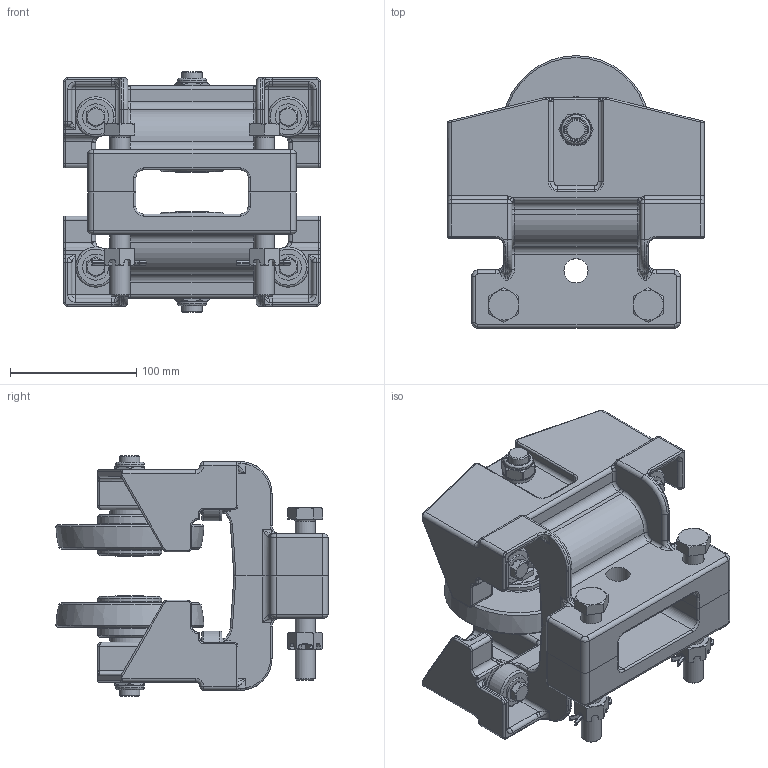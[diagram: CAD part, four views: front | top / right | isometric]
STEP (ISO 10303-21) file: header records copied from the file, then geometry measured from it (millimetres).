
FILE_DESCRIPTION((''),'2;1');
FILE_NAME('10157 MBC-1500-3-333 TROLLEY WO KU.stp','2011-03-30T11:49:40',('jholman'),(''),'Autodesk Inventor 2011','Autodesk Inventor 2011','');
FILE_SCHEMA(('AUTOMOTIVE_DESIGN { 1 0 10303 214 1 1 1 1 }'));
Length unit declared in the file: inch
Products named in the file (20): 10157; 3D11M5B4D; 3D11LYC4C; 3D11T0C4C; 3D11Q0C4C; 3D11W6B4B; 3D11A6B4A; 3D11B4C4B; 3D11D3C4B; 3D1144G4A; 3D1134G4A; 3D11NHB4B; 3D11X6B4A; 3D1153B4A; 3D11L3B4B; Hex Nut - UNC (Regular Thread - Inch) 3/8 - 16; Hex Cap Screw - Inch 5/8-11 UNC - 5; Slotted Hex Nut - Inch 5/8 - 11; Pin - Cotter - Extended Prong Square Cut Type (Inch) ANSI B18.8.1 5/32 x 1 1/4 Extended Prong Square Cut Type
Assembly tree (33 placements, depth 4):
  10157
    3D11M5B4D  x2
    3D11LYC4C  x2
      3D11T0C4C
        3D11Q0C4C
        3D11W6B4B  x2
        3D11A6B4A
      3D11B4C4B
      3D11D3C4B
    3D1144G4A  x2
    3D1134G4A  x2
    3D11NHB4B  x4
      3D11X6B4A
      3D1153B4A
      3D11L3B4B
    Hex Nut - UNC (Regular Thread - Inch) 3/8 - 16  x4
    Hex Cap Screw - Inch 5/8-11 UNC - 5
    Slotted Hex Nut - Inch 5/8 - 11  x2
    Pin - Cotter - Extended Prong Square Cut Type (Inch) ANSI B18.8.1 5/32 x 1 1/4 Extended Prong Square Cut Type  x2
    Hex Cap Screw - Inch 5/8-11 UNC - 5
Bounding box: 203.2 x 215.64 x 190.17 mm (x, y, z)
Volume: 1844911.2 mm3; surface area: 403909.8 mm2
Topology: 44 solids, 44 shells, 1997 faces, 4583 edges, 2574 vertices
Faces by surface type: cylinder 647, plane 434, bspline 386, torus 254, cone 140, sphere 136
Full cylindrical faces by diameter (mm): 4.366 x1, 7.798 x4, 9.525 x8, 13.386 x4, 14.288 x4, 14.351 x2, 15.875 x4, 16.272 x4, 16.612 x2, 16.954 x2, 16.98 x4, 17.066 x4, 17.374 x2, 19.126 x2, 21.431 x2, 23.114 x2, 25.4 x2, 31.75 x2, 34.036 x2, 40.005 x4, 40.056 x4, 42.443 x2, 50.8 x4
Entity records: 29637 total; most frequent: CARTESIAN_POINT 10270, DIRECTION 3979, ORIENTED_EDGE 3826, EDGE_CURVE 1913, AXIS2_PLACEMENT_3D 1687, VERTEX_POINT 1140, EDGE_LOOP 987, CIRCLE 892
